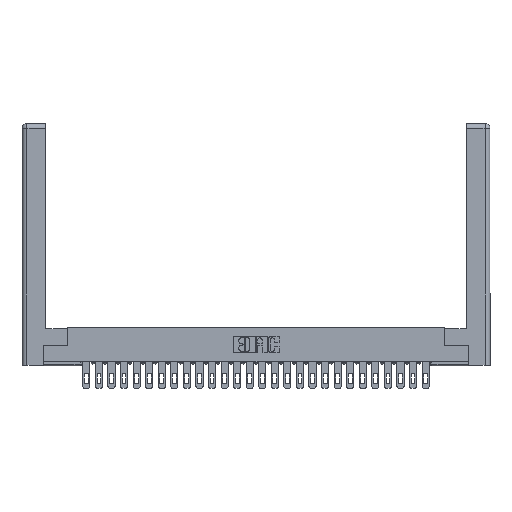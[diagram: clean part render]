
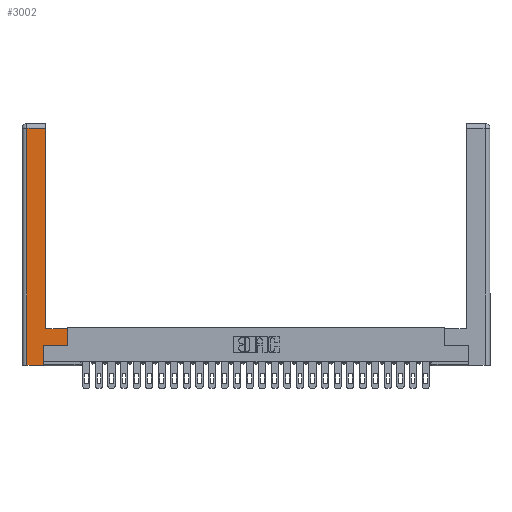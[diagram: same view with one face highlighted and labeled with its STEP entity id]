
A CAD part, top view. The second image highlights one B-rep face of the part: STEP entity #3002.
In plain terms, the highlighted planar face has unit normal (0, 0, 1).
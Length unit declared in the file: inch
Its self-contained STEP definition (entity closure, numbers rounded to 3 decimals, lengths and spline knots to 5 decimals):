
#59 = CARTESIAN_POINT ( 'NONE',  ( 0.0615, 2.94, 0. ) ) ;
#885 = CARTESIAN_POINT ( 'NONE',  ( 0.265, 0., 0. ) ) ;
#1001 = ORIENTED_EDGE ( 'NONE', *, *, #6794, .T. ) ;
#1546 = CARTESIAN_POINT ( 'NONE',  ( 0.265, 0.245, 0. ) ) ;
#1548 = VECTOR ( 'NONE', #8734, 39.37008 ) ;
#1596 = CARTESIAN_POINT ( 'NONE',  ( 0.565, 0.45, 0. ) ) ;
#1836 = DIRECTION ( 'NONE',  ( 1., 0., 0. ) ) ;
#2299 = VECTOR ( 'NONE', #1836, 39.37008 ) ;
#2648 = VECTOR ( 'NONE', #2683, 39.37008 ) ;
#2683 = DIRECTION ( 'NONE',  ( 0., 1., 0. ) ) ;
#3002 = ADVANCED_FACE ( 'NONE', ( #12477 ), #26065, .F. ) ;
#3080 = VECTOR ( 'NONE', #19231, 39.37008 ) ;
#3558 = CARTESIAN_POINT ( 'NONE',  ( 0.295, 3., 0. ) ) ;
#3718 = VECTOR ( 'NONE', #14374, 39.37008 ) ;
#3745 = LINE ( 'NONE', #885, #3718 ) ;
#4922 = VECTOR ( 'NONE', #22784, 39.37008 ) ;
#5060 = VERTEX_POINT ( 'NONE', #1546 ) ;
#5099 = VECTOR ( 'NONE', #17272, 39.37008 ) ;
#5127 = LINE ( 'NONE', #3558, #3080 ) ;
#5542 = EDGE_CURVE ( 'NONE', #25167, #13904, #5127, .T. ) ;
#6440 = CARTESIAN_POINT ( 'NONE',  ( 0., 0., 0. ) ) ;
#6794 = EDGE_CURVE ( 'NONE', #7558, #8675, #3745, .T. ) ;
#7159 = CARTESIAN_POINT ( 'NONE',  ( 0.565, 0.45, 0. ) ) ;
#7558 = VERTEX_POINT ( 'NONE', #13284 ) ;
#8427 = DIRECTION ( 'NONE',  ( -1., 0., 0. ) ) ;
#8675 = VERTEX_POINT ( 'NONE', #24182 ) ;
#8734 = DIRECTION ( 'NONE',  ( 0., 1., 0. ) ) ;
#8781 = ORIENTED_EDGE ( 'NONE', *, *, #5542, .T. ) ;
#9354 = ORIENTED_EDGE ( 'NONE', *, *, #17188, .T. ) ;
#9635 = VERTEX_POINT ( 'NONE', #16886 ) ;
#9662 = ORIENTED_EDGE ( 'NONE', *, *, #16079, .T. ) ;
#11932 = CARTESIAN_POINT ( 'NONE',  ( 0.0615, 0., 0. ) ) ;
#12252 = AXIS2_PLACEMENT_3D ( 'NONE', #6440, #12987, #8427 ) ;
#12477 = FACE_OUTER_BOUND ( 'NONE', #23813, .T. ) ;
#12897 = DIRECTION ( 'NONE',  ( -1., 0., 0. ) ) ;
#12987 = DIRECTION ( 'NONE',  ( 0., 0., -1. ) ) ;
#13135 = ORIENTED_EDGE ( 'NONE', *, *, #16854, .T. ) ;
#13284 = CARTESIAN_POINT ( 'NONE',  ( 0.0615, 0., 0. ) ) ;
#13904 = VERTEX_POINT ( 'NONE', #27637 ) ;
#14270 = CARTESIAN_POINT ( 'NONE',  ( 0.565, 0.245, 0. ) ) ;
#14374 = DIRECTION ( 'NONE',  ( 1., 0., 0. ) ) ;
#16079 = EDGE_CURVE ( 'NONE', #13904, #9635, #20824, .T. ) ;
#16854 = EDGE_CURVE ( 'NONE', #26155, #24199, #23514, .T. ) ;
#16886 = CARTESIAN_POINT ( 'NONE',  ( 0.0615, 2.94, 0. ) ) ;
#17188 = EDGE_CURVE ( 'NONE', #5060, #26155, #22788, .T. ) ;
#17272 = DIRECTION ( 'NONE',  ( -1., 0., 0. ) ) ;
#17289 = LINE ( 'NONE', #17475, #1548 ) ;
#17475 = CARTESIAN_POINT ( 'NONE',  ( 0.265, 0.245, 0. ) ) ;
#17931 = LINE ( 'NONE', #25969, #22359 ) ;
#19231 = DIRECTION ( 'NONE',  ( 0., 1., 0. ) ) ;
#19507 = CARTESIAN_POINT ( 'NONE',  ( 0.565, 0.245, 0. ) ) ;
#20824 = LINE ( 'NONE', #59, #5099 ) ;
#21015 = LINE ( 'NONE', #11932, #4922 ) ;
#21864 = EDGE_CURVE ( 'NONE', #8675, #5060, #17289, .T. ) ;
#22202 = EDGE_CURVE ( 'NONE', #9635, #7558, #21015, .T. ) ;
#22359 = VECTOR ( 'NONE', #12897, 39.37008 ) ;
#22529 = EDGE_CURVE ( 'NONE', #24199, #25167, #17931, .T. ) ;
#22784 = DIRECTION ( 'NONE',  ( 0., -1., 0. ) ) ;
#22788 = LINE ( 'NONE', #19507, #2299 ) ;
#23514 = LINE ( 'NONE', #7159, #2648 ) ;
#23813 = EDGE_LOOP ( 'NONE', ( #8781, #9662, #25639, #1001, #27049, #9354, #13135, #27019 ) ) ;
#24182 = CARTESIAN_POINT ( 'NONE',  ( 0.265, 0., 0. ) ) ;
#24199 = VERTEX_POINT ( 'NONE', #1596 ) ;
#24332 = CARTESIAN_POINT ( 'NONE',  ( 0.295, 0.45, 0. ) ) ;
#25167 = VERTEX_POINT ( 'NONE', #24332 ) ;
#25639 = ORIENTED_EDGE ( 'NONE', *, *, #22202, .T. ) ;
#25969 = CARTESIAN_POINT ( 'NONE',  ( 0.295, 0.45, 0. ) ) ;
#26065 = PLANE ( 'NONE',  #12252 ) ;
#26155 = VERTEX_POINT ( 'NONE', #14270 ) ;
#27019 = ORIENTED_EDGE ( 'NONE', *, *, #22529, .T. ) ;
#27049 = ORIENTED_EDGE ( 'NONE', *, *, #21864, .T. ) ;
#27637 = CARTESIAN_POINT ( 'NONE',  ( 0.295, 2.94, 0. ) ) ;
